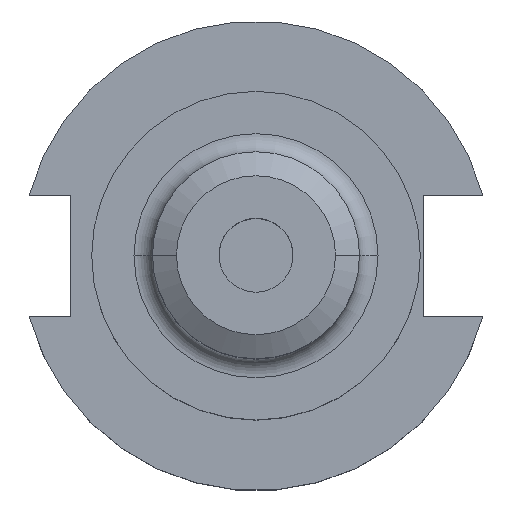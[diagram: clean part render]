
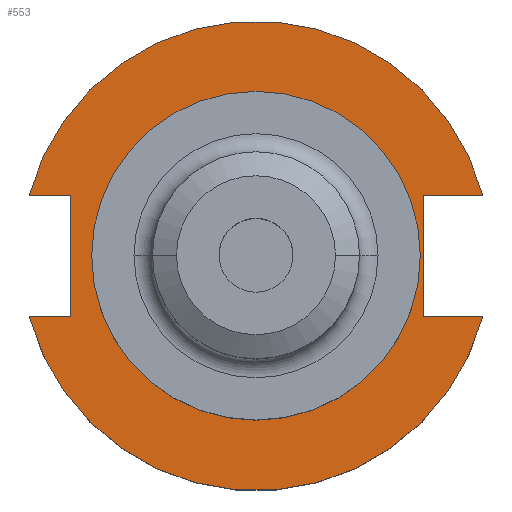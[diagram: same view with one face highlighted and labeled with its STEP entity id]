
A CAD part, top view. The second image highlights one B-rep face of the part: STEP entity #553.
In plain terms, the highlighted planar face has unit normal (0, 0, 1).
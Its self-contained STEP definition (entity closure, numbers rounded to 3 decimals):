
#6 = DIRECTION ( 'NONE',  ( 0., 0., 1. ) ) ;
#35 = DIRECTION ( 'NONE',  ( 1., 0., 0. ) ) ;
#37 = CARTESIAN_POINT ( 'NONE',  ( 30.675, -8.191, 19.05 ) ) ;
#65 = ORIENTED_EDGE ( 'NONE', *, *, #566, .T. ) ;
#89 = EDGE_LOOP ( 'NONE', ( #1614, #1335, #1755, #359, #1569, #612, #259, #65 ) ) ;
#122 = CARTESIAN_POINT ( 'NONE',  ( 22.606, -8.191, 19.05 ) ) ;
#126 = EDGE_CURVE ( 'NONE', #1565, #220, #1010, .T. ) ;
#141 = CARTESIAN_POINT ( 'NONE',  ( -25.091, 8.191, 19.05 ) ) ;
#142 = VECTOR ( 'NONE', #826, 1000. ) ;
#220 = VERTEX_POINT ( 'NONE', #1573 ) ;
#225 = CARTESIAN_POINT ( 'NONE',  ( 22.606, 22.225, 19.05 ) ) ;
#231 = FACE_OUTER_BOUND ( 'NONE', #89, .T. ) ;
#255 = EDGE_CURVE ( 'NONE', #858, #504, #970, .T. ) ;
#257 = LINE ( 'NONE', #225, #540 ) ;
#259 = ORIENTED_EDGE ( 'NONE', *, *, #1586, .T. ) ;
#327 = CARTESIAN_POINT ( 'NONE',  ( 0., 0., 19.05 ) ) ;
#347 = CARTESIAN_POINT ( 'NONE',  ( 30.675, 8.191, 19.05 ) ) ;
#359 = ORIENTED_EDGE ( 'NONE', *, *, #771, .F. ) ;
#365 = ORIENTED_EDGE ( 'NONE', *, *, #425, .F. ) ;
#407 = DIRECTION ( 'NONE',  ( 1., 0., 0. ) ) ;
#425 = EDGE_CURVE ( 'NONE', #1011, #1377, #1574, .T. ) ;
#433 = CARTESIAN_POINT ( 'NONE',  ( 0., 8.191, 19.05 ) ) ;
#445 = CARTESIAN_POINT ( 'NONE',  ( 0., 0., 19.05 ) ) ;
#456 = AXIS2_PLACEMENT_3D ( 'NONE', #445, #880, #35 ) ;
#502 = CARTESIAN_POINT ( 'NONE',  ( -22.225, 0., 19.05 ) ) ;
#504 = VERTEX_POINT ( 'NONE', #1774 ) ;
#521 = VERTEX_POINT ( 'NONE', #37 ) ;
#522 = CIRCLE ( 'NONE', #456, 31.75 ) ;
#525 = AXIS2_PLACEMENT_3D ( 'NONE', #707, #6, #407 ) ;
#535 = CARTESIAN_POINT ( 'NONE',  ( 0., -8.191, 19.05 ) ) ;
#540 = VECTOR ( 'NONE', #1807, 1000. ) ;
#549 = VECTOR ( 'NONE', #631, 1000. ) ;
#553 = ADVANCED_FACE ( 'NONE', ( #1432, #231 ), #1200, .F. ) ;
#566 = EDGE_CURVE ( 'NONE', #1764, #1565, #1078, .T. ) ;
#612 = ORIENTED_EDGE ( 'NONE', *, *, #255, .F. ) ;
#631 = DIRECTION ( 'NONE',  ( 1., 0., 0. ) ) ;
#639 = CARTESIAN_POINT ( 'NONE',  ( -61.091, 8.191, 19.05 ) ) ;
#685 = LINE ( 'NONE', #535, #142 ) ;
#707 = CARTESIAN_POINT ( 'NONE',  ( 0., 0., 19.05 ) ) ;
#716 = DIRECTION ( 'NONE',  ( 0., -1., 0. ) ) ;
#720 = DIRECTION ( 'NONE',  ( 0., 0., 1. ) ) ;
#771 = EDGE_CURVE ( 'NONE', #1135, #521, #685, .T. ) ;
#826 = DIRECTION ( 'NONE',  ( 1., 0., 0. ) ) ;
#856 = AXIS2_PLACEMENT_3D ( 'NONE', #327, #720, #1745 ) ;
#858 = VERTEX_POINT ( 'NONE', #347 ) ;
#877 = DIRECTION ( 'NONE',  ( 0., 0., 1. ) ) ;
#880 = DIRECTION ( 'NONE',  ( 0., 0., 1. ) ) ;
#939 = VECTOR ( 'NONE', #716, 1000. ) ;
#970 = LINE ( 'NONE', #433, #1579 ) ;
#1010 = LINE ( 'NONE', #141, #939 ) ;
#1011 = VERTEX_POINT ( 'NONE', #502 ) ;
#1039 = DIRECTION ( 'NONE',  ( 1., 0., 0. ) ) ;
#1048 = CARTESIAN_POINT ( 'NONE',  ( 0., 22.225, 19.05 ) ) ;
#1076 = LINE ( 'NONE', #1551, #1708 ) ;
#1078 = LINE ( 'NONE', #639, #549 ) ;
#1080 = CARTESIAN_POINT ( 'NONE',  ( -30.675, 8.191, 19.05 ) ) ;
#1097 = EDGE_CURVE ( 'NONE', #1186, #220, #1076, .T. ) ;
#1135 = VERTEX_POINT ( 'NONE', #122 ) ;
#1186 = VERTEX_POINT ( 'NONE', #1300 ) ;
#1200 = PLANE ( 'NONE',  #1331 ) ;
#1221 = CIRCLE ( 'NONE', #525, 22.225 ) ;
#1300 = CARTESIAN_POINT ( 'NONE',  ( -30.675, -8.191, 19.05 ) ) ;
#1313 = CIRCLE ( 'NONE', #856, 31.75 ) ;
#1331 = AXIS2_PLACEMENT_3D ( 'NONE', #1048, #1625, #1632 ) ;
#1335 = ORIENTED_EDGE ( 'NONE', *, *, #1097, .F. ) ;
#1377 = VERTEX_POINT ( 'NONE', #1817 ) ;
#1398 = AXIS2_PLACEMENT_3D ( 'NONE', #1748, #877, #1039 ) ;
#1432 = FACE_BOUND ( 'NONE', #1675, .T. ) ;
#1460 = CARTESIAN_POINT ( 'NONE',  ( -25.091, 8.191, 19.05 ) ) ;
#1504 = EDGE_CURVE ( 'NONE', #1377, #1011, #1221, .T. ) ;
#1542 = DIRECTION ( 'NONE',  ( 1., 0., 0. ) ) ;
#1551 = CARTESIAN_POINT ( 'NONE',  ( -61.091, -8.191, 19.05 ) ) ;
#1565 = VERTEX_POINT ( 'NONE', #1460 ) ;
#1569 = ORIENTED_EDGE ( 'NONE', *, *, #1746, .T. ) ;
#1573 = CARTESIAN_POINT ( 'NONE',  ( -25.091, -8.191, 19.05 ) ) ;
#1574 = CIRCLE ( 'NONE', #1398, 22.225 ) ;
#1579 = VECTOR ( 'NONE', #1761, 1000. ) ;
#1586 = EDGE_CURVE ( 'NONE', #858, #1764, #1313, .T. ) ;
#1614 = ORIENTED_EDGE ( 'NONE', *, *, #126, .T. ) ;
#1625 = DIRECTION ( 'NONE',  ( 0., 0., -1. ) ) ;
#1632 = DIRECTION ( 'NONE',  ( -1., 0., 0. ) ) ;
#1675 = EDGE_LOOP ( 'NONE', ( #1809, #365 ) ) ;
#1708 = VECTOR ( 'NONE', #1542, 1000. ) ;
#1745 = DIRECTION ( 'NONE',  ( 1., 0., 0. ) ) ;
#1746 = EDGE_CURVE ( 'NONE', #1135, #504, #257, .T. ) ;
#1748 = CARTESIAN_POINT ( 'NONE',  ( 0., 0., 19.05 ) ) ;
#1755 = ORIENTED_EDGE ( 'NONE', *, *, #1859, .T. ) ;
#1761 = DIRECTION ( 'NONE',  ( -1., 0., 0. ) ) ;
#1764 = VERTEX_POINT ( 'NONE', #1080 ) ;
#1774 = CARTESIAN_POINT ( 'NONE',  ( 22.606, 8.191, 19.05 ) ) ;
#1807 = DIRECTION ( 'NONE',  ( 0., 1., 0. ) ) ;
#1809 = ORIENTED_EDGE ( 'NONE', *, *, #1504, .F. ) ;
#1817 = CARTESIAN_POINT ( 'NONE',  ( 22.225, 0., 19.05 ) ) ;
#1859 = EDGE_CURVE ( 'NONE', #1186, #521, #522, .T. ) ;
